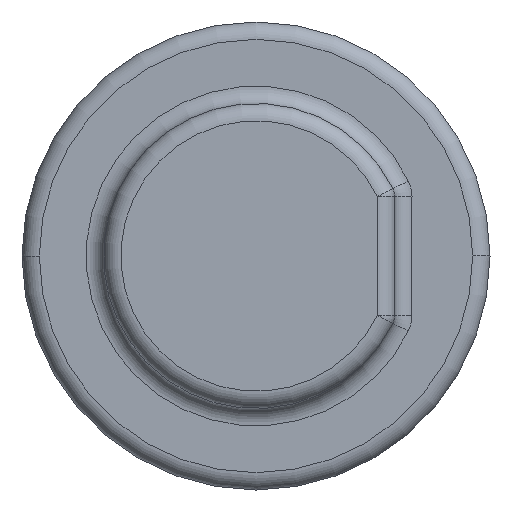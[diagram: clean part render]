
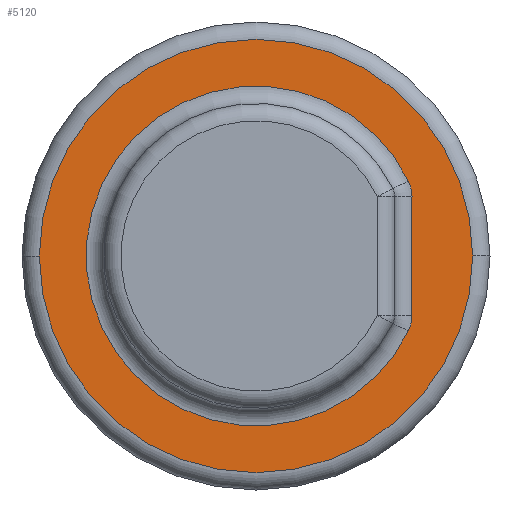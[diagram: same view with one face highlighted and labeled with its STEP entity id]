
A CAD part, front view. The second image highlights one B-rep face of the part: STEP entity #5120.
In plain terms, the highlighted planar face has unit normal (0, -1, 0).
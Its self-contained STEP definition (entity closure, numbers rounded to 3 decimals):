
#393=CARTESIAN_POINT('',(0.,-191.,0.));
#394=DIRECTION('',(0.,1.,0.));
#395=DIRECTION('',(-1.,0.,0.));
#396=AXIS2_PLACEMENT_3D('',#393,#394,#395);
#398=CARTESIAN_POINT('',(0.,-191.,0.));
#399=DIRECTION('',(0.,1.,0.));
#400=DIRECTION('',(1.,0.,0.));
#401=AXIS2_PLACEMENT_3D('',#398,#399,#400);
#403=CARTESIAN_POINT('',(7.,-191.,3.441));
#404=DIRECTION('',(0.,1.,0.));
#405=DIRECTION('',(0.897,0.,0.441));
#406=AXIS2_PLACEMENT_3D('',#403,#404,#405);
#408=CARTESIAN_POINT('',(0.,-191.,0.));
#409=DIRECTION('',(0.,1.,0.));
#410=DIRECTION('',(0.897,0.,-0.441));
#411=AXIS2_PLACEMENT_3D('',#408,#409,#410);
#413=CARTESIAN_POINT('',(7.,-191.,-3.441));
#414=DIRECTION('',(0.,1.,0.));
#415=DIRECTION('',(1.,0.,0.));
#416=AXIS2_PLACEMENT_3D('',#413,#414,#415);
#418=DIRECTION('',(0.,0.,-1.));
#419=VECTOR('',#418,6.882);
#420=CARTESIAN_POINT('',(9.,-191.,3.441));
#421=LINE('',#420,#419);
#4417=CARTESIAN_POINT('',(-12.5,-191.,0.));
#4418=CARTESIAN_POINT('',(12.5,-191.,0.));
#4419=VERTEX_POINT('',#4417);
#4420=VERTEX_POINT('',#4418);
#4425=CARTESIAN_POINT('',(8.795,-191.,4.323));
#4426=CARTESIAN_POINT('',(9.,-191.,3.441));
#4427=VERTEX_POINT('',#4425);
#4428=VERTEX_POINT('',#4426);
#4431=CARTESIAN_POINT('',(9.,-191.,-3.441));
#4432=VERTEX_POINT('',#4431);
#4435=CARTESIAN_POINT('',(8.795,-191.,-4.323));
#4436=VERTEX_POINT('',#4435);
#5101=CARTESIAN_POINT('',(0.,-191.,0.));
#5102=DIRECTION('',(0.,1.,0.));
#5103=DIRECTION('',(1.,0.,0.));
#5104=AXIS2_PLACEMENT_3D('',#5101,#5102,#5103);
#5105=PLANE('',#5104);
#5106=ORIENTED_EDGE('',*,*,#5095,.T.);
#5107=ORIENTED_EDGE('',*,*,#5081,.T.);
#5108=EDGE_LOOP('',(#5106,#5107));
#5109=FACE_OUTER_BOUND('',#5108,.F.);
#5111=ORIENTED_EDGE('',*,*,#5110,.F.);
#5113=ORIENTED_EDGE('',*,*,#5112,.F.);
#5115=ORIENTED_EDGE('',*,*,#5114,.F.);
#5117=ORIENTED_EDGE('',*,*,#5116,.F.);
#5118=EDGE_LOOP('',(#5111,#5113,#5115,#5117));
#5119=FACE_BOUND('',#5118,.F.);
#5120=ADVANCED_FACE('',(#5109,#5119),#5105,.F.);
#397=CIRCLE('',#396,12.5);
#402=CIRCLE('',#401,12.5);
#407=CIRCLE('',#406,2.);
#412=CIRCLE('',#411,9.8);
#417=CIRCLE('',#416,2.);
#5081=EDGE_CURVE('',#4420,#4419,#402,.T.);
#5095=EDGE_CURVE('',#4419,#4420,#397,.T.);
#5110=EDGE_CURVE('',#4427,#4428,#407,.T.);
#5112=EDGE_CURVE('',#4436,#4427,#412,.T.);
#5114=EDGE_CURVE('',#4432,#4436,#417,.T.);
#5116=EDGE_CURVE('',#4428,#4432,#421,.T.);
